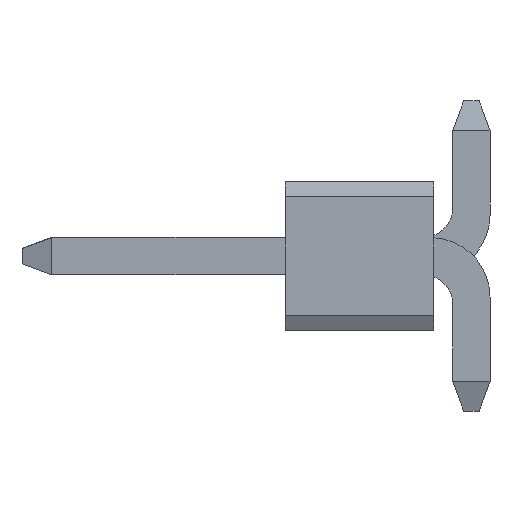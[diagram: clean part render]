
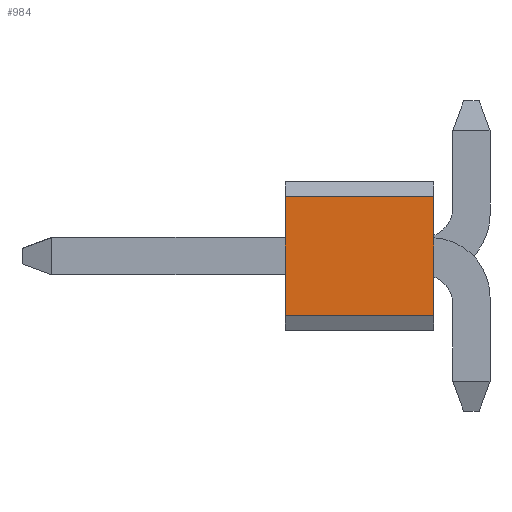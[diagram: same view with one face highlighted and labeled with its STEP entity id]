
A CAD part, left-side view. The second image highlights one B-rep face of the part: STEP entity #984.
In plain terms, the highlighted planar face has unit normal (-1, 0, 0).
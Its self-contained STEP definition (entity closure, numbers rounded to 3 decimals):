
#41 = VERTEX_POINT ( 'NONE', #209 ) ;
#79 = CARTESIAN_POINT ( 'NONE',  ( -1.27, 1.27, 1.016 ) ) ;
#117 = CARTESIAN_POINT ( 'NONE',  ( -1.27, -1.27, 1.016 ) ) ;
#145 = CARTESIAN_POINT ( 'NONE',  ( -1.27, 1.27, -1.016 ) ) ;
#157 = VERTEX_POINT ( 'NONE', #145 ) ;
#209 = CARTESIAN_POINT ( 'NONE',  ( -1.27, -1.27, -1.016 ) ) ;
#221 = VERTEX_POINT ( 'NONE', #117 ) ;
#250 = VERTEX_POINT ( 'NONE', #79 ) ;
#427 = FACE_OUTER_BOUND ( 'NONE', #3007, .T. ) ;
#556 = AXIS2_PLACEMENT_3D ( 'NONE', #2346, #2359, #2360 ) ;
#701 = EDGE_CURVE ( 'NONE', #157, #250, #1640, .T. ) ;
#738 = EDGE_CURVE ( 'NONE', #41, #221, #1555, .T. ) ;
#760 = EDGE_CURVE ( 'NONE', #157, #41, #1919, .T. ) ;
#762 = EDGE_CURVE ( 'NONE', #221, #250, #1927, .T. ) ;
#984 = ADVANCED_FACE ( 'NONE', ( #427 ), #2342, .F. ) ;
#1033 = CARTESIAN_POINT ( 'NONE',  ( -1.27, -1.27, -1.27 ) ) ;
#1106 = DIRECTION ( 'NONE',  ( 0., 0., 1. ) ) ;
#1109 = CARTESIAN_POINT ( 'NONE',  ( -1.27, 1.27, -1.27 ) ) ;
#1554 = VECTOR ( 'NONE', #1863, 1000. ) ;
#1555 = LINE ( 'NONE', #1033, #1554 ) ;
#1629 = VECTOR ( 'NONE', #1106, 1000. ) ;
#1640 = LINE ( 'NONE', #1109, #1629 ) ;
#1785 = DIRECTION ( 'NONE',  ( 0., -1., 0. ) ) ;
#1797 = CARTESIAN_POINT ( 'NONE',  ( -1.27, 1.27, -1.016 ) ) ;
#1822 = CARTESIAN_POINT ( 'NONE',  ( -1.27, 1.27, 1.016 ) ) ;
#1841 = DIRECTION ( 'NONE',  ( 0., 1., 0. ) ) ;
#1863 = DIRECTION ( 'NONE',  ( 0., 0., 1. ) ) ;
#1876 = VECTOR ( 'NONE', #1785, 1000. ) ;
#1919 = LINE ( 'NONE', #1797, #1876 ) ;
#1927 = LINE ( 'NONE', #1822, #1950 ) ;
#1950 = VECTOR ( 'NONE', #1841, 1000. ) ;
#2342 = PLANE ( 'NONE',  #556 ) ;
#2346 = CARTESIAN_POINT ( 'NONE',  ( -1.27, 1.27, -1.27 ) ) ;
#2359 = DIRECTION ( 'NONE',  ( 1., 0., 0. ) ) ;
#2360 = DIRECTION ( 'NONE',  ( 0., 0., -1. ) ) ;
#2843 = ORIENTED_EDGE ( 'NONE', *, *, #762, .T. ) ;
#2847 = ORIENTED_EDGE ( 'NONE', *, *, #760, .T. ) ;
#2859 = ORIENTED_EDGE ( 'NONE', *, *, #738, .T. ) ;
#2868 = ORIENTED_EDGE ( 'NONE', *, *, #701, .F. ) ;
#3007 = EDGE_LOOP ( 'NONE', ( #2868, #2847, #2859, #2843 ) ) ;
